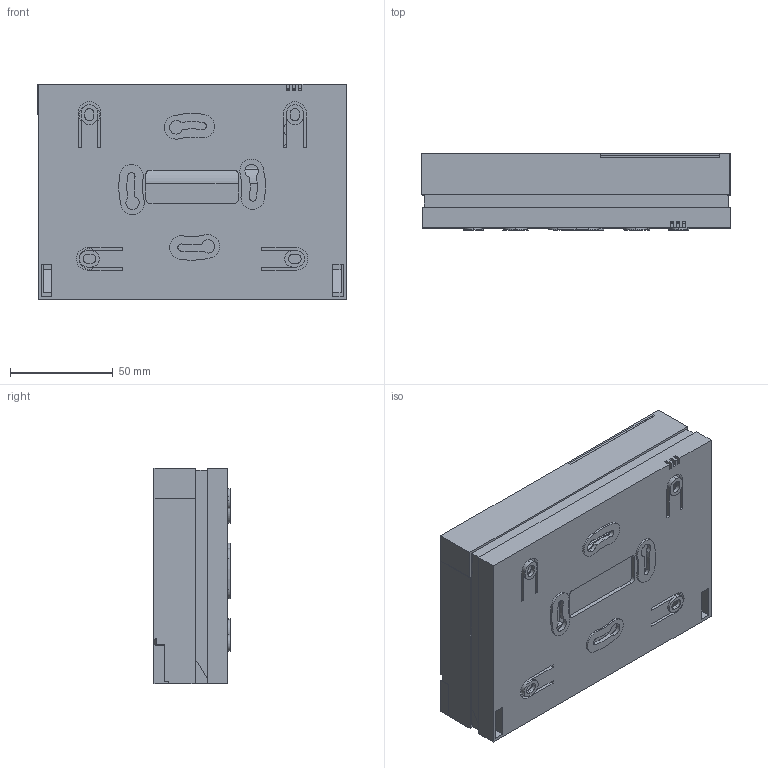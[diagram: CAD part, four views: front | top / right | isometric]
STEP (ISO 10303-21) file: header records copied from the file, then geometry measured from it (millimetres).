
FILE_DESCRIPTION (( 'STEP AP214' ), '1' );
FILE_NAME ('3D ìîäåëü ÒÐÌ210-Í2.STEP', '2016-01-06T14:24:40', ( 'Alya' ), ( '' ), 'SwSTEP 2.0', 'SolidWorks 2011', '' );
FILE_SCHEMA (( 'AUTOMOTIVE_DESIGN' ));
Length unit declared in the file: millimetre
Products named in the file (7): 署赅_觏铒铌; Ïàíåëü èíäèêàöèè; Çàùåëêà âåðõíÿÿ_1; Êðûøêà_ýëåêòðîííîãî_áëîêà; ﾊ濱鈞蓖; Êîðïóñ Í2; 3D ìîäåëü ÒÐÌ210-Í2
Assembly tree (6 placements, depth 2):
  3D ìîäåëü ÒÐÌ210-Í2
    署赅_觏铒铌
    ﾊ濱鈞蓖
    Çàùåëêà âåðõíÿÿ_1
    Ïàíåëü èíäèêàöèè
    Êðûøêà_ýëåêòðîííîãî_áëîêà
    Êîðïóñ Í2
Bounding box: 150.1 x 37 x 105 mm (x, y, z)
Volume: 130208.3 mm3; surface area: 171062.9 mm2
Topology: 12 solids, 12 shells, 1594 faces, 4756 edges, 3221 vertices
Faces by surface type: bspline 666, plane 656, cylinder 225, cone 39, torus 8
Entity records: 68700 total; most frequent: CARTESIAN_POINT 17389, ORIENTED_EDGE 9512, DIRECTION 5583, EDGE_CURVE 4756, VERTEX_POINT 3221, LINE 2689, VECTOR 2689, EDGE_LOOP 1725
